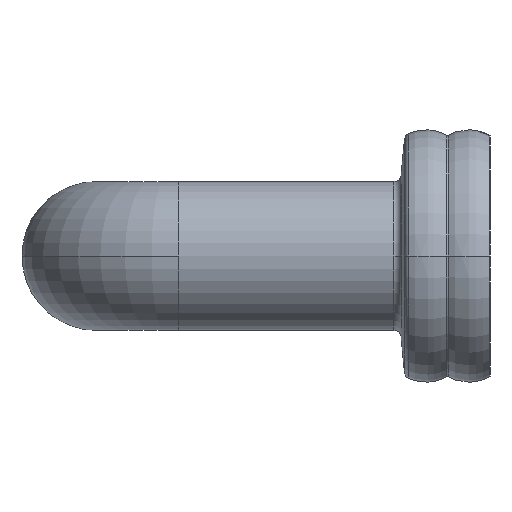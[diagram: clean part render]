
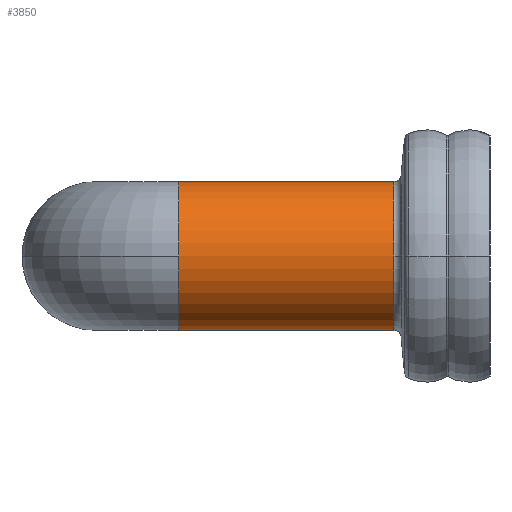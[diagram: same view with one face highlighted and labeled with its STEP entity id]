
A CAD part, left-side view. The second image highlights one B-rep face of the part: STEP entity #3850.
In plain terms, the highlighted cylindrical face has radius 5.25 mm (diameter 10.5 mm), a partial arc.
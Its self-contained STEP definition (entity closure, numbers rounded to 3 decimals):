
#1650=CARTESIAN_POINT('',(-85.25,21.95,0.));
#1660=VERTEX_POINT('',#1650);
#1690=CARTESIAN_POINT('',(-80.,21.95,0.));
#1700=DIRECTION('',(0.,-1.,0.));
#1710=DIRECTION('',(-1.,0.,0.));
#1720=AXIS2_PLACEMENT_3D('',#1690,#1700,#1710);
#1730=CIRCLE('',#1720,5.25);
#1740=CARTESIAN_POINT('',(-80.,21.95,-5.25));
#1750=VERTEX_POINT('',#1740);
#1760=EDGE_CURVE('',#1660,#1750,#1730,.T.);
#3240=CARTESIAN_POINT('',(-80.,6.773,0.));
#3250=DIRECTION('',(0.,1.,0.));
#3260=DIRECTION('',(0.,0.,-1.));
#3270=AXIS2_PLACEMENT_3D('',#3240,#3250,#3260);
#3280=CIRCLE('',#3270,5.25);
#3290=CARTESIAN_POINT('',(-80.,6.773,-5.25));
#3300=VERTEX_POINT('',#3290);
#3330=CARTESIAN_POINT('',(-85.25,6.773,0.));
#3340=VERTEX_POINT('',#3330);
#3350=EDGE_CURVE('',#3300,#3340,#3280,.T.);
#3560=CARTESIAN_POINT('',(-80.,22.1,0.));
#3570=DIRECTION('',(0.,-1.,0.));
#3580=DIRECTION('',(0.,0.,-1.));
#3590=AXIS2_PLACEMENT_3D('',#3560,#3570,#3580);
#3600=CYLINDRICAL_SURFACE('',#3590,5.25);
#3610=CARTESIAN_POINT('',(-80.,22.1,5.25));
#3620=DIRECTION('',(0.,-1.,0.));
#3630=VECTOR('',#3620,1.);
#3640=LINE('',#3610,#3630);
#3650=CARTESIAN_POINT('',(-80.,21.95,5.25));
#3660=VERTEX_POINT('',#3650);
#3670=CARTESIAN_POINT('',(-80.,6.773,5.25));
#3680=VERTEX_POINT('',#3670);
#3690=EDGE_CURVE('',#3660,#3680,#3640,.T.);
#3700=ORIENTED_EDGE('',*,*,#3690,.F.);
#3710=EDGE_CURVE('',#3340,#3680,#3280,.T.);
#3720=ORIENTED_EDGE('',*,*,#3710,.T.);
#3730=ORIENTED_EDGE('',*,*,#3350,.T.);
#3740=CARTESIAN_POINT('',(-80.,22.1,-5.25));
#3750=DIRECTION('',(0.,-1.,0.));
#3760=VECTOR('',#3750,1.);
#3770=LINE('',#3740,#3760);
#3780=EDGE_CURVE('',#1750,#3300,#3770,.T.);
#3790=ORIENTED_EDGE('',*,*,#3780,.T.);
#3800=ORIENTED_EDGE('',*,*,#1760,.T.);
#3810=EDGE_CURVE('',#3660,#1660,#1730,.T.);
#3820=ORIENTED_EDGE('',*,*,#3810,.T.);
#3830=EDGE_LOOP('',(#3820,#3800,#3790,#3730,#3720,#3700));
#3840=FACE_OUTER_BOUND('',#3830,.T.);
#3850=ADVANCED_FACE('',(#3840),#3600,.T.);
